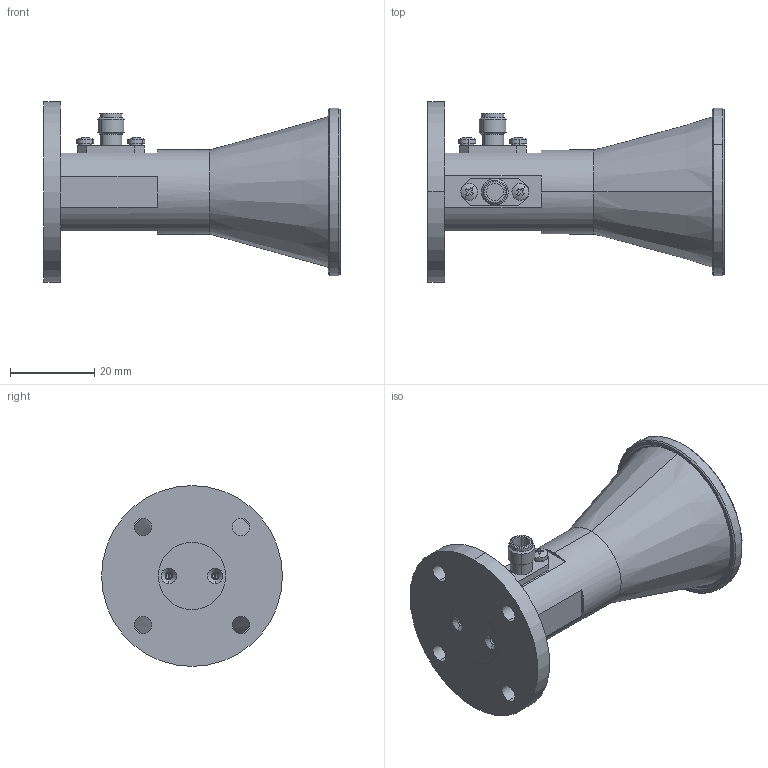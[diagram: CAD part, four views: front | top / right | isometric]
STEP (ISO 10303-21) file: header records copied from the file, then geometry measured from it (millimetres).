
FILE_DESCRIPTION (( 'STEP AP203' ), '1' );
FILE_NAME ('邧憤趙嶽務毞盄.STEP', '2023-02-06T03:41:57', ( 'Microsoft' ), ( 'Microsoft' ), 'SwSTEP 2.0', 'SolidWorks 2012', '' );
FILE_SCHEMA (( 'CONFIG_CONTROL_DESIGN' ));
Length unit declared in the file: millimetre
Products named in the file (6): 蹟隊8180705; 覃饜袪0705; K-KFD1 0705; 埴嶽務У0705; 邧憤趙嶽務毞盄; 毞盄欶0827
Assembly tree (9 placements, depth 2):
  邧憤趙嶽務毞盄
    埴嶽務У0705
    覃饜袪0705
    K-KFD1 0705  x2
    蹟隊8180705  x4
    毞盄欶0827
Bounding box: 70.5 x 43 x 43 mm (x, y, z)
Volume: 38192.3 mm3; surface area: 14749 mm2
Topology: 9 solids, 9 shells, 257 faces, 596 edges, 382 vertices
Faces by surface type: plane 113, cylinder 98, cone 34, sphere 8, torus 4
Entity records: 4846 total; most frequent: DIRECTION 810, CARTESIAN_POINT 684, ORIENTED_EDGE 644, AXIS2_PLACEMENT_3D 332, EDGE_CURVE 322, VERTEX_POINT 206, EDGE_LOOP 178, CIRCLE 176
